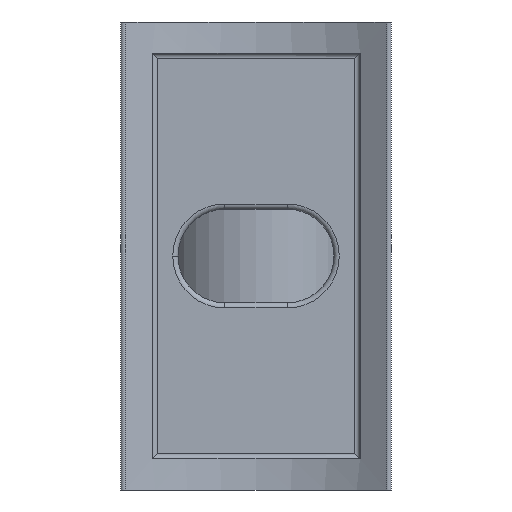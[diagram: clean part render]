
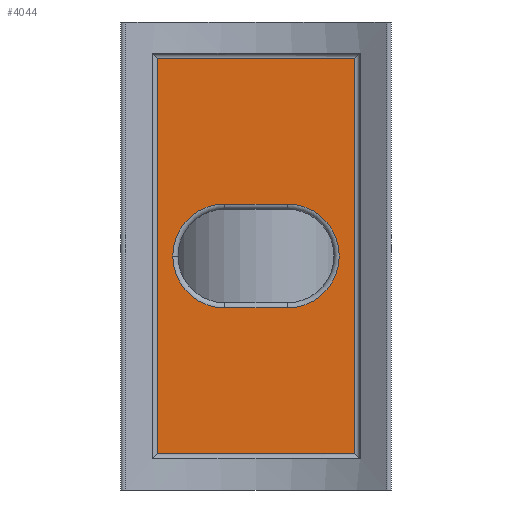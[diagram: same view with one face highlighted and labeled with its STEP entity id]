
A CAD part, front view. The second image highlights one B-rep face of the part: STEP entity #4044.
In plain terms, the highlighted planar face has unit normal (0, -1, 0).
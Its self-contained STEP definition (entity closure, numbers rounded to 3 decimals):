
#54 = DIRECTION ( 'NONE',  ( -1., 0., 0. ) ) ;
#87 = ORIENTED_EDGE ( 'NONE', *, *, #3315, .T. ) ;
#98 = FACE_BOUND ( 'NONE', #3525, .T. ) ;
#135 = CARTESIAN_POINT ( 'NONE',  ( 3., 0.7, 22.5 ) ) ;
#155 = CARTESIAN_POINT ( 'NONE',  ( 0., 0.7, 0. ) ) ;
#166 = EDGE_CURVE ( 'NONE', #3673, #338, #1841, .T. ) ;
#178 = LINE ( 'NONE', #2398, #3024 ) ;
#249 = DIRECTION ( 'NONE',  ( 1., 0., 0. ) ) ;
#338 = VERTEX_POINT ( 'NONE', #4474 ) ;
#399 = DIRECTION ( 'NONE',  ( 0., 1., 0. ) ) ;
#410 = EDGE_LOOP ( 'NONE', ( #2136, #1677, #87, #4220 ) ) ;
#430 = VERTEX_POINT ( 'NONE', #557 ) ;
#557 = CARTESIAN_POINT ( 'NONE',  ( -8., 0.7, 22.5 ) ) ;
#580 = VECTOR ( 'NONE', #4489, 1000. ) ;
#629 = VERTEX_POINT ( 'NONE', #2142 ) ;
#662 = CIRCLE ( 'NONE', #1749, 5. ) ;
#738 = AXIS2_PLACEMENT_3D ( 'NONE', #155, #1296, #2006 ) ;
#763 = VERTEX_POINT ( 'NONE', #2305 ) ;
#869 = LINE ( 'NONE', #3137, #2400 ) ;
#1058 = CARTESIAN_POINT ( 'NONE',  ( -3., 0.7, 22.5 ) ) ;
#1074 = VERTEX_POINT ( 'NONE', #1719 ) ;
#1096 = ORIENTED_EDGE ( 'NONE', *, *, #4796, .T. ) ;
#1147 = AXIS2_PLACEMENT_3D ( 'NONE', #135, #2038, #2763 ) ;
#1220 = DIRECTION ( 'NONE',  ( 0., 0., 1. ) ) ;
#1239 = LINE ( 'NONE', #4663, #4810 ) ;
#1296 = DIRECTION ( 'NONE',  ( 0., 1., 0. ) ) ;
#1448 = CIRCLE ( 'NONE', #4574, 5. ) ;
#1563 = ORIENTED_EDGE ( 'NONE', *, *, #3771, .T. ) ;
#1672 = CARTESIAN_POINT ( 'NONE',  ( 3., 0.7, 17.5 ) ) ;
#1677 = ORIENTED_EDGE ( 'NONE', *, *, #166, .T. ) ;
#1719 = CARTESIAN_POINT ( 'NONE',  ( -9.5, 0.7, 41.5 ) ) ;
#1743 = DIRECTION ( 'NONE',  ( 0., 1., 0. ) ) ;
#1749 = AXIS2_PLACEMENT_3D ( 'NONE', #4080, #399, #54 ) ;
#1841 = LINE ( 'NONE', #4143, #580 ) ;
#1851 = ORIENTED_EDGE ( 'NONE', *, *, #2171, .T. ) ;
#2006 = DIRECTION ( 'NONE',  ( -1., 0., 0. ) ) ;
#2038 = DIRECTION ( 'NONE',  ( 0., 1., 0. ) ) ;
#2092 = CIRCLE ( 'NONE', #1147, 5. ) ;
#2136 = ORIENTED_EDGE ( 'NONE', *, *, #4468, .T. ) ;
#2142 = CARTESIAN_POINT ( 'NONE',  ( -3., 0.7, 17.5 ) ) ;
#2150 = CARTESIAN_POINT ( 'NONE',  ( -3., 0.7, 27.5 ) ) ;
#2157 = VERTEX_POINT ( 'NONE', #1672 ) ;
#2171 = EDGE_CURVE ( 'NONE', #2157, #629, #1239, .T. ) ;
#2224 = EDGE_CURVE ( 'NONE', #4084, #763, #3552, .T. ) ;
#2305 = CARTESIAN_POINT ( 'NONE',  ( 3., 0.7, 27.5 ) ) ;
#2314 = DIRECTION ( 'NONE',  ( -1., 0., 0. ) ) ;
#2398 = CARTESIAN_POINT ( 'NONE',  ( 9.5, 0.7, 42. ) ) ;
#2400 = VECTOR ( 'NONE', #2750, 1000. ) ;
#2624 = VECTOR ( 'NONE', #249, 1000. ) ;
#2684 = VERTEX_POINT ( 'NONE', #2874 ) ;
#2732 = ORIENTED_EDGE ( 'NONE', *, *, #2855, .T. ) ;
#2750 = DIRECTION ( 'NONE',  ( 0., 0., -1. ) ) ;
#2762 = DIRECTION ( 'NONE',  ( -1., 0., 0. ) ) ;
#2763 = DIRECTION ( 'NONE',  ( -1., 0., 0. ) ) ;
#2855 = EDGE_CURVE ( 'NONE', #430, #4084, #1448, .T. ) ;
#2874 = CARTESIAN_POINT ( 'NONE',  ( 9.5, 0.7, 41.5 ) ) ;
#3024 = VECTOR ( 'NONE', #1220, 1000. ) ;
#3137 = CARTESIAN_POINT ( 'NONE',  ( -9.5, 0.7, 3. ) ) ;
#3315 = EDGE_CURVE ( 'NONE', #338, #2684, #178, .T. ) ;
#3409 = EDGE_CURVE ( 'NONE', #2684, #1074, #4626, .T. ) ;
#3417 = PLANE ( 'NONE',  #738 ) ;
#3442 = CARTESIAN_POINT ( 'NONE',  ( -10., 0.7, 41.5 ) ) ;
#3525 = EDGE_LOOP ( 'NONE', ( #4670, #1096, #1851, #1563, #2732 ) ) ;
#3552 = LINE ( 'NONE', #3925, #2624 ) ;
#3613 = CARTESIAN_POINT ( 'NONE',  ( -9.5, 0.7, 3.5 ) ) ;
#3648 = DIRECTION ( 'NONE',  ( -1., 0., 0. ) ) ;
#3673 = VERTEX_POINT ( 'NONE', #3613 ) ;
#3771 = EDGE_CURVE ( 'NONE', #629, #430, #662, .T. ) ;
#3912 = FACE_OUTER_BOUND ( 'NONE', #410, .T. ) ;
#3925 = CARTESIAN_POINT ( 'NONE',  ( 0., 0.7, 27.5 ) ) ;
#4044 = ADVANCED_FACE ( 'NONE', ( #3912, #98 ), #3417, .F. ) ;
#4080 = CARTESIAN_POINT ( 'NONE',  ( -3., 0.7, 22.5 ) ) ;
#4084 = VERTEX_POINT ( 'NONE', #2150 ) ;
#4143 = CARTESIAN_POINT ( 'NONE',  ( 10., 0.7, 3.5 ) ) ;
#4220 = ORIENTED_EDGE ( 'NONE', *, *, #3409, .T. ) ;
#4284 = VECTOR ( 'NONE', #2762, 1000. ) ;
#4468 = EDGE_CURVE ( 'NONE', #1074, #3673, #869, .T. ) ;
#4474 = CARTESIAN_POINT ( 'NONE',  ( 9.5, 0.7, 3.5 ) ) ;
#4489 = DIRECTION ( 'NONE',  ( 1., 0., 0. ) ) ;
#4574 = AXIS2_PLACEMENT_3D ( 'NONE', #1058, #1743, #3648 ) ;
#4626 = LINE ( 'NONE', #3442, #4284 ) ;
#4663 = CARTESIAN_POINT ( 'NONE',  ( 0., 0.7, 17.5 ) ) ;
#4670 = ORIENTED_EDGE ( 'NONE', *, *, #2224, .T. ) ;
#4796 = EDGE_CURVE ( 'NONE', #763, #2157, #2092, .T. ) ;
#4810 = VECTOR ( 'NONE', #2314, 1000. ) ;
